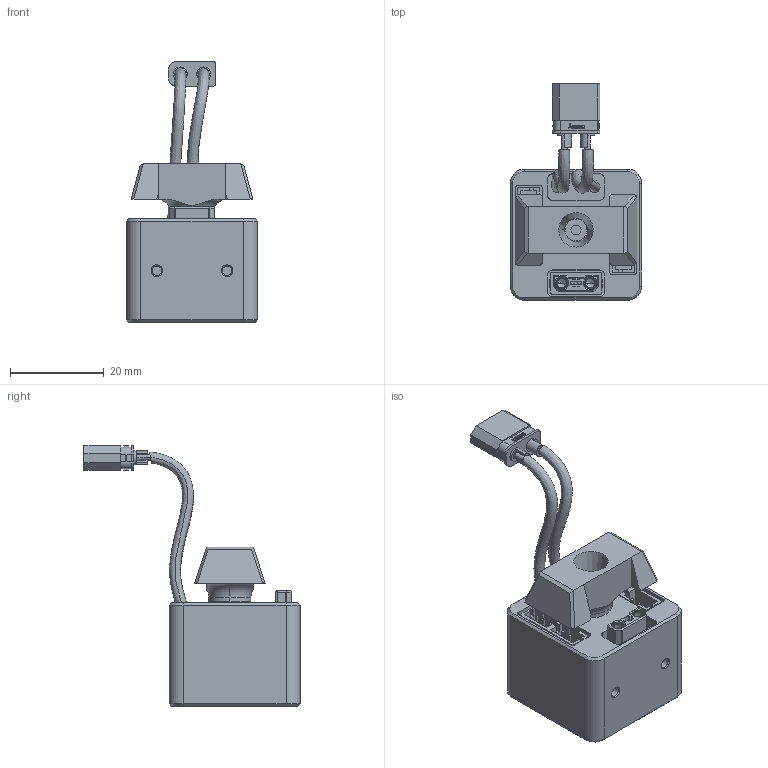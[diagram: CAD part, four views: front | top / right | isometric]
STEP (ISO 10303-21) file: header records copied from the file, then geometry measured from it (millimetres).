
FILE_DESCRIPTION(('CATIA V5 STEP Exchange'),'2;1');
FILE_NAME('11111.stp','2024-05-06T08:53:24+00:00',('none'),('none'),'CATIA Version 5 Release 20 GA (IN-10)','CATIA V5 STEP AP214','none');
FILE_SCHEMA(('AUTOMOTIVE_DESIGN { 1 0 10303 214 1 1 1 1 }'));
Products named in the file (1): Product4_AllCATPart
Bounding box: 28 x 46.2 x 55.64 mm (x, y, z)
Volume: 18259.1 mm3; surface area: 9934 mm2
Topology: 2 solids, 4 shells, 2343 faces, 6327 edges, 4115 vertices
Faces by surface type: plane 1665, cylinder 411, bspline 115, cone 70, extrusion 67, torus 11, sphere 4
Entity records: 96698 total; most frequent: CARTESIAN_POINT 24073, ORIENTED_EDGE 12630, DIRECTION 9753, EDGE_CURVE 6315, VECTOR 5031, LINE 4964, VERTEX_POINT 4115, AXIS2_PLACEMENT_3D 2606
